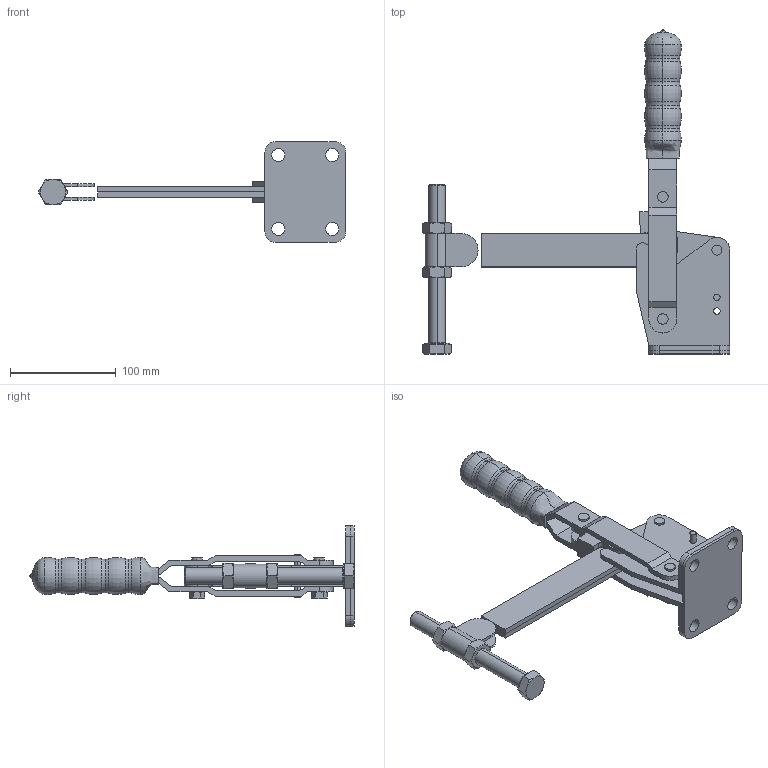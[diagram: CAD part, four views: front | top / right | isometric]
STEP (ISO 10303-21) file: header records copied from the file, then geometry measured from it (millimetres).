
FILE_DESCRIPTION (( 'STEP AP214' ), '1' );
FILE_NAME ('GH-15502-A(Â²¤Æ)-1.STEP', '2020-03-26T03:15:44', ( 'LinWei' ), ( '' ), 'SwSTEP 2.0', 'SolidWorks 2016', '' );
FILE_SCHEMA (( 'AUTOMOTIVE_DESIGN' ));
Length unit declared in the file: millimetre
Products named in the file (7): Group5^GH-15502-A(簡化)-1; Group3^GH-15502-A(簡化)-1; GH-15502-A(簡化)-1; Group2^GH-15502-A(簡化)-1; Group1^GH-15502-A(簡化)-1; Group6^GH-15502-A(簡化)-1; Group4^GH-15502-A(簡化)-1
Assembly tree (6 placements, depth 2):
  GH-15502-A(簡化)-1
    Group3^GH-15502-A(簡化)-1
    Group5^GH-15502-A(簡化)-1
    Group4^GH-15502-A(簡化)-1
    Group6^GH-15502-A(簡化)-1
    Group1^GH-15502-A(簡化)-1
    Group2^GH-15502-A(簡化)-1
Bounding box: 289.95 x 305.8 x 95.2 mm (x, y, z)
Volume: 415561.1 mm3; surface area: 136495.1 mm2
Topology: 6 solids, 6 shells, 365 faces, 885 edges, 545 vertices
Faces by surface type: plane 144, cylinder 111, cone 72, torus 32, sphere 4, bspline 2
Entity records: 13532 total; most frequent: CARTESIAN_POINT 3350, DIRECTION 1884, ORIENTED_EDGE 1770, EDGE_CURVE 885, AXIS2_PLACEMENT_3D 743, VERTEX_POINT 545, EDGE_LOOP 416, VECTOR 398
